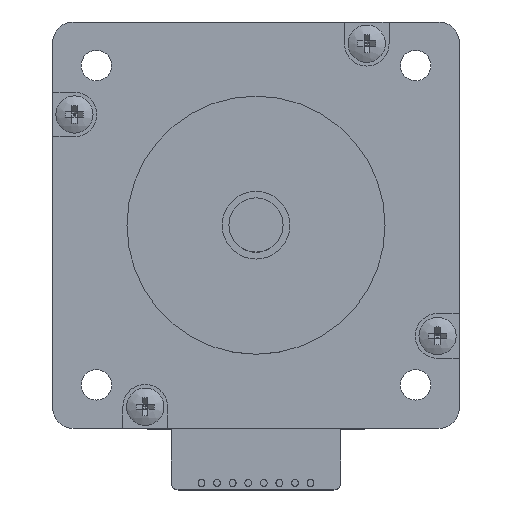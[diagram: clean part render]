
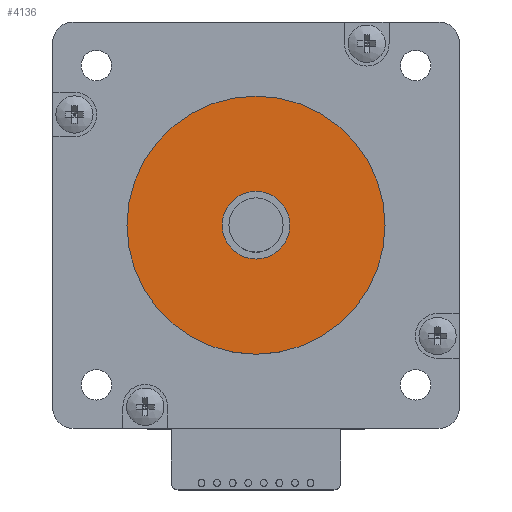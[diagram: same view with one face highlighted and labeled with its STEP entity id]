
A CAD part, top view. The second image highlights one B-rep face of the part: STEP entity #4136.
In plain terms, the highlighted planar face has unit normal (0, 0, 1).
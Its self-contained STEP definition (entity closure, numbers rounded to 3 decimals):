
#202=FACE_BOUND('',#976,.T.);
#325=CIRCLE('',#4479,5.);
#386=CIRCLE('',#4601,19.05);
#653=FACE_OUTER_BOUND('',#975,.T.);
#975=EDGE_LOOP('',(#3558));
#976=EDGE_LOOP('',(#3559));
#1889=VERTEX_POINT('',#6621);
#2006=VERTEX_POINT('',#6964);
#2368=EDGE_CURVE('',#1889,#1889,#325,.T.);
#2533=EDGE_CURVE('',#2006,#2006,#386,.T.);
#3558=ORIENTED_EDGE('',*,*,#2533,.T.);
#3559=ORIENTED_EDGE('',*,*,#2368,.T.);
#3881=PLANE('',#4602);
#4136=ADVANCED_FACE('',(#653,#202),#3881,.F.);
#4479=AXIS2_PLACEMENT_3D('',#6622,#5438,#5439);
#4601=AXIS2_PLACEMENT_3D('',#6965,#5786,#5787);
#4602=AXIS2_PLACEMENT_3D('',#6966,#5788,#5789);
#5438=DIRECTION('center_axis',(0.,0.,
-1.));
#5439=DIRECTION('ref_axis',(1.,0.,0.));
#5786=DIRECTION('center_axis',(0.,0.,
1.));
#5787=DIRECTION('ref_axis',(-1.,0.,0.));
#5788=DIRECTION('center_axis',(0.,0.,
-1.));
#5789=DIRECTION('ref_axis',(0.,1.,0.));
#6621=CARTESIAN_POINT('',(5.5,0.,4.6));
#6622=CARTESIAN_POINT('Origin',(0.5,0.,
4.6));
#6964=CARTESIAN_POINT('',(19.55,0.,4.6));
#6965=CARTESIAN_POINT('Origin',(0.5,0.,
4.6));
#6966=CARTESIAN_POINT('Origin',(0.5,0.,
4.6));
